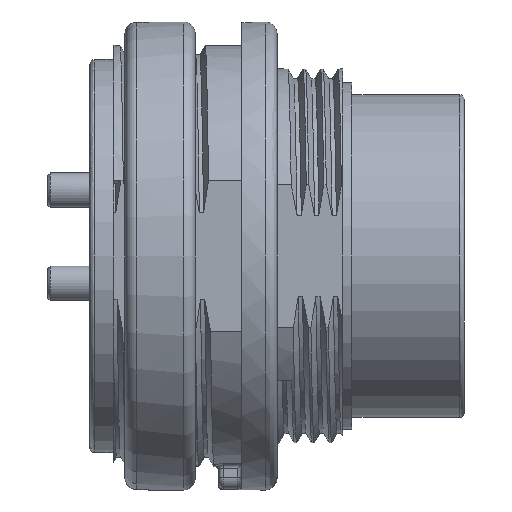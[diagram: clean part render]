
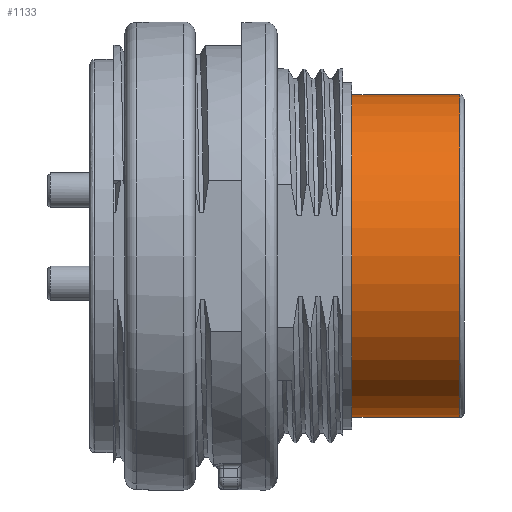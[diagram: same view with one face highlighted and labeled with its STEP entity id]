
A CAD part, front view. The second image highlights one B-rep face of the part: STEP entity #1133.
In plain terms, the highlighted cylindrical face has radius 6.9 mm (diameter 13.8 mm), a full revolution.
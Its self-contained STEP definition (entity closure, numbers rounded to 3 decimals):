
#522=FACE_BOUND('',#1763,.T.);
#523=FACE_BOUND('',#1764,.T.);
#933=CIRCLE('',#5760,6.9);
#934=CIRCLE('',#5762,6.9);
#1133=ADVANCED_FACE('',(#522,#523),#1407,.T.);
#1407=CYLINDRICAL_SURFACE('',#5763,6.9);
#1763=EDGE_LOOP('',(#2814));
#1764=EDGE_LOOP('',(#2815));
#2814=ORIENTED_EDGE('',*,*,#4672,.F.);
#2815=ORIENTED_EDGE('',*,*,#4673,.T.);
#4085=VERTEX_POINT('',#10105);
#4086=VERTEX_POINT('',#10108);
#4672=EDGE_CURVE('',#4085,#4085,#933,.T.);
#4673=EDGE_CURVE('',#4086,#4086,#934,.T.);
#5760=AXIS2_PLACEMENT_3D('',#10104,#6411,#6412);
#5762=AXIS2_PLACEMENT_3D('',#10107,#6415,#6416);
#5763=AXIS2_PLACEMENT_3D('',#10109,#6417,#6418);
#6411=DIRECTION('',(-1.,0.,0.));
#6412=DIRECTION('',(0.,0.,-1.));
#6415=DIRECTION('',(-1.,0.,0.));
#6416=DIRECTION('',(0.,0.,-1.));
#6417=DIRECTION('',(-1.,0.,0.));
#6418=DIRECTION('',(0.,0.,-1.));
#10104=CARTESIAN_POINT('',(-4.8,0.,0.));
#10105=CARTESIAN_POINT('',(-4.8,0.,-6.9));
#10107=CARTESIAN_POINT('',(-0.2,0.,0.));
#10108=CARTESIAN_POINT('',(-0.2,0.,-6.9));
#10109=CARTESIAN_POINT('',(-0.2,0.,0.));
